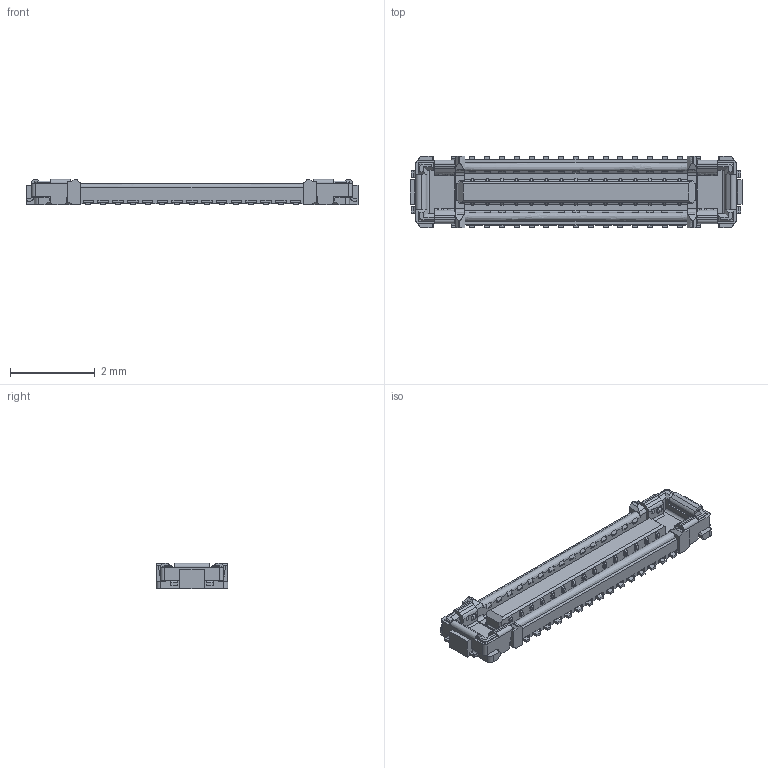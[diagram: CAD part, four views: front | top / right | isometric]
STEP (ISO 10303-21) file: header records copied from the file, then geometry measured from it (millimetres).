
FILE_DESCRIPTION (( 'STEP AP203' ), '1' );
FILE_NAME ('BM28-30DS.STEP', '2021-10-28T10:08:07', ( '' ), ( '' ), 'SwSTEP 2.0', 'SolidWorks 2019', '' );
FILE_SCHEMA (( 'CONFIG_CONTROL_DESIGN' ));
Length unit declared in the file: millimetre
Products named in the file (1): BM28-30DS
Bounding box: 7.85 x 1.7 x 0.6 mm (x, y, z)
Volume: 4.2 mm3; surface area: 50.9 mm2
Topology: 1 solids, 1 shells, 1303 faces, 3765 edges, 2452 vertices
Faces by surface type: bspline 1303
Entity records: 43749 total; most frequent: CARTESIAN_POINT 13902, ORIENTED_EDGE 7530, DIRECTION 3835, EDGE_CURVE 3765, LINE 2875, VECTOR 2875, VERTEX_POINT 2452, EDGE_LOOP 1367
